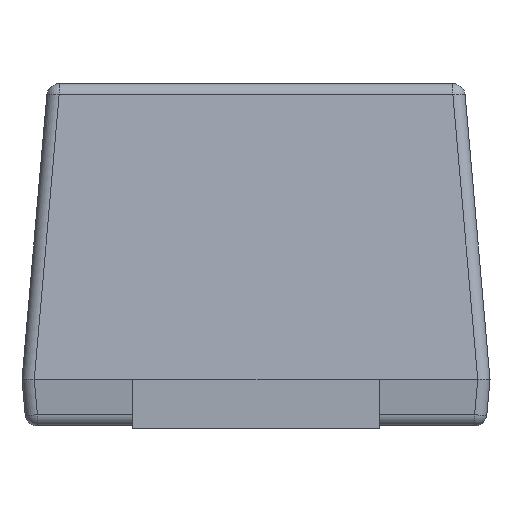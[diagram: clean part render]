
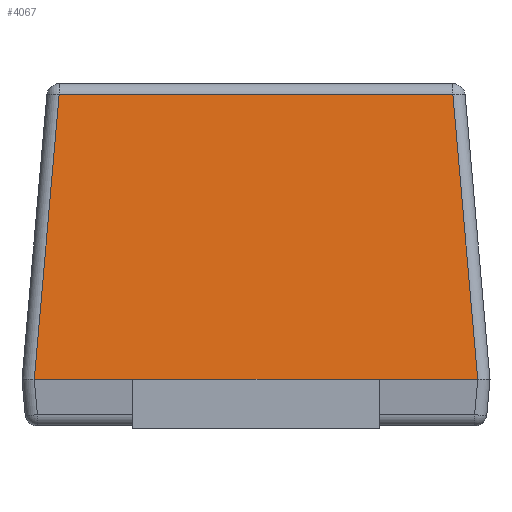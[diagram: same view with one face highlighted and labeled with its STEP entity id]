
A CAD part, left-side view. The second image highlights one B-rep face of the part: STEP entity #4067.
In plain terms, the highlighted planar face has unit normal (-0.996, 0, 0.087).
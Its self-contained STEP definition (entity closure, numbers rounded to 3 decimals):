
#24 = VERTEX_POINT ( 'NONE', #1974 ) ;
#39 = DIRECTION ( 'NONE',  ( 0.087, 0.087, 0.992 ) ) ;
#264 = VERTEX_POINT ( 'NONE', #3191 ) ;
#395 = VECTOR ( 'NONE', #2335, 1000. ) ;
#487 = CARTESIAN_POINT ( 'NONE',  ( -1.4, -0.9, 0. ) ) ;
#601 = FACE_OUTER_BOUND ( 'NONE', #1167, .T. ) ;
#1079 = VERTEX_POINT ( 'NONE', #2132 ) ;
#1106 = EDGE_CURVE ( 'NONE', #24, #1079, #2216, .T. ) ;
#1109 = DIRECTION ( 'NONE',  ( 0., -1., 0. ) ) ;
#1167 = EDGE_LOOP ( 'NONE', ( #3567, #1513, #2025, #1673, #4106, #1928 ) ) ;
#1284 = CARTESIAN_POINT ( 'NONE',  ( -1.4, 0.901, -0.004 ) ) ;
#1336 = VERTEX_POINT ( 'NONE', #487 ) ;
#1469 = CARTESIAN_POINT ( 'NONE',  ( -1.299, 0.845, 1.154 ) ) ;
#1513 = ORIENTED_EDGE ( 'NONE', *, *, #4326, .T. ) ;
#1569 = PLANE ( 'NONE',  #3527 ) ;
#1673 = ORIENTED_EDGE ( 'NONE', *, *, #1106, .T. ) ;
#1765 = LINE ( 'NONE', #3179, #3386 ) ;
#1844 = EDGE_CURVE ( 'NONE', #1336, #5047, #3461, .T. ) ;
#1908 = LINE ( 'NONE', #1469, #1986 ) ;
#1909 = EDGE_CURVE ( 'NONE', #5047, #3878, #1908, .T. ) ;
#1928 = ORIENTED_EDGE ( 'NONE', *, *, #1844, .T. ) ;
#1974 = CARTESIAN_POINT ( 'NONE',  ( -1.4, 0.5, 0. ) ) ;
#1986 = VECTOR ( 'NONE', #4457, 1000. ) ;
#2025 = ORIENTED_EDGE ( 'NONE', *, *, #4065, .T. ) ;
#2031 = DIRECTION ( 'NONE',  ( 0.087, 0., 0.996 ) ) ;
#2092 = VECTOR ( 'NONE', #2947, 1000. ) ;
#2132 = CARTESIAN_POINT ( 'NONE',  ( -1.4, -0.5, 0. ) ) ;
#2216 = LINE ( 'NONE', #3877, #2092 ) ;
#2282 = LINE ( 'NONE', #1284, #5451 ) ;
#2289 = VECTOR ( 'NONE', #39, 1000. ) ;
#2335 = DIRECTION ( 'NONE',  ( 0., -1., 0. ) ) ;
#2660 = EDGE_CURVE ( 'NONE', #1079, #1336, #4988, .T. ) ;
#2947 = DIRECTION ( 'NONE',  ( 0., -1., 0. ) ) ;
#3050 = CARTESIAN_POINT ( 'NONE',  ( -1.299, 0.799, 1.154 ) ) ;
#3179 = CARTESIAN_POINT ( 'NONE',  ( -1.4, 0.95, 0. ) ) ;
#3191 = CARTESIAN_POINT ( 'NONE',  ( -1.4, 0.9, 0. ) ) ;
#3330 = CARTESIAN_POINT ( 'NONE',  ( -1.4, 0.95, 0. ) ) ;
#3386 = VECTOR ( 'NONE', #1109, 1000. ) ;
#3461 = LINE ( 'NONE', #4397, #2289 ) ;
#3527 = AXIS2_PLACEMENT_3D ( 'NONE', #3330, #4651, #2031 ) ;
#3567 = ORIENTED_EDGE ( 'NONE', *, *, #1909, .T. ) ;
#3607 = CARTESIAN_POINT ( 'NONE',  ( -1.299, -0.799, 1.154 ) ) ;
#3705 = CARTESIAN_POINT ( 'NONE',  ( -1.4, 0.95, 0. ) ) ;
#3877 = CARTESIAN_POINT ( 'NONE',  ( -1.4, 0.95, 0. ) ) ;
#3878 = VERTEX_POINT ( 'NONE', #3050 ) ;
#4065 = EDGE_CURVE ( 'NONE', #264, #24, #1765, .T. ) ;
#4067 = ADVANCED_FACE ( 'NONE', ( #601 ), #1569, .T. ) ;
#4106 = ORIENTED_EDGE ( 'NONE', *, *, #2660, .T. ) ;
#4326 = EDGE_CURVE ( 'NONE', #3878, #264, #2282, .T. ) ;
#4372 = DIRECTION ( 'NONE',  ( -0.087, 0.087, -0.992 ) ) ;
#4397 = CARTESIAN_POINT ( 'NONE',  ( -1.386, -0.886, 0.159 ) ) ;
#4457 = DIRECTION ( 'NONE',  ( 0., 1., 0. ) ) ;
#4651 = DIRECTION ( 'NONE',  ( -0.996, 0., 0.087 ) ) ;
#4988 = LINE ( 'NONE', #3705, #395 ) ;
#5047 = VERTEX_POINT ( 'NONE', #3607 ) ;
#5451 = VECTOR ( 'NONE', #4372, 1000. ) ;
